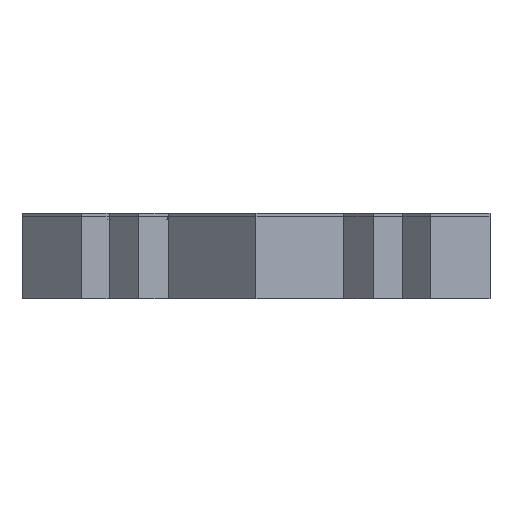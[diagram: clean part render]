
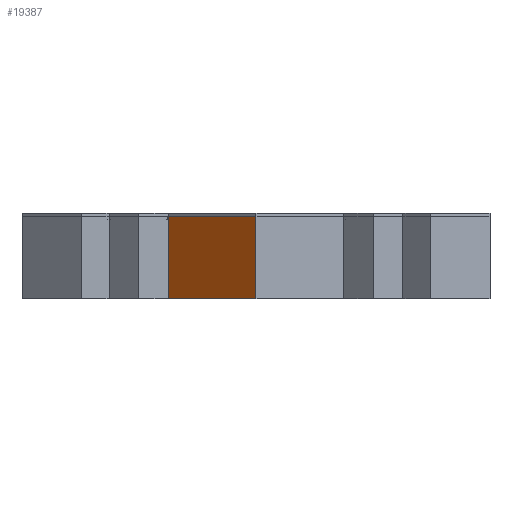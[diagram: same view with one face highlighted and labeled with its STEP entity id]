
A CAD part, left-side view. The second image highlights one B-rep face of the part: STEP entity #19387.
In plain terms, the highlighted planar face has unit normal (-0.71, 0.704, 0).
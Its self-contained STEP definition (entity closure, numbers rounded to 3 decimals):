
#355=PLANE('',#20592);
#1365=FACE_OUTER_BOUND('',#2433,.T.);
#2433=EDGE_LOOP('',(#14575,#14576,#14577,#14578));
#3776=LINE('',#27511,#6530);
#3796=LINE('',#27551,#6550);
#3798=LINE('',#27555,#6552);
#3799=LINE('',#27556,#6553);
#6530=VECTOR('',#22421,10.);
#6550=VECTOR('',#22455,10.);
#6552=VECTOR('',#22459,10.);
#6553=VECTOR('',#22460,10.);
#9245=VERTEX_POINT('',#27508);
#9246=VERTEX_POINT('',#27510);
#9259=VERTEX_POINT('',#27550);
#9260=VERTEX_POINT('',#27554);
#11209=EDGE_CURVE('',#9246,#9245,#3776,.T.);
#11229=EDGE_CURVE('',#9246,#9259,#3796,.T.);
#11231=EDGE_CURVE('',#9245,#9260,#3798,.T.);
#11232=EDGE_CURVE('',#9259,#9260,#3799,.T.);
#14575=ORIENTED_EDGE('',*,*,#11209,.T.);
#14576=ORIENTED_EDGE('',*,*,#11231,.T.);
#14577=ORIENTED_EDGE('',*,*,#11232,.F.);
#14578=ORIENTED_EDGE('',*,*,#11229,.F.);
#19387=ADVANCED_FACE('',(#1365),#355,.T.);
#20592=AXIS2_PLACEMENT_3D('',#27553,#22457,#22458);
#22421=DIRECTION('',(-0.704,-0.71,0.));
#22455=DIRECTION('',(0.,0.,1.));
#22457=DIRECTION('center_axis',(-0.71,0.704,0.));
#22458=DIRECTION('ref_axis',(-0.704,-0.71,0.));
#22459=DIRECTION('',(0.,0.,1.));
#22460=DIRECTION('',(-0.704,-0.71,0.));
#27508=CARTESIAN_POINT('',(-282.857,0.,0.));
#27510=CARTESIAN_POINT('',(-230.059,53.252,0.));
#27511=CARTESIAN_POINT('',(-230.059,53.252,0.));
#27550=CARTESIAN_POINT('',(-230.059,53.252,50.));
#27551=CARTESIAN_POINT('',(-230.059,53.252,0.));
#27553=CARTESIAN_POINT('Origin',(-230.059,53.252,0.));
#27554=CARTESIAN_POINT('',(-282.857,0.,50.));
#27555=CARTESIAN_POINT('',(-282.857,0.,0.));
#27556=CARTESIAN_POINT('',(-230.059,53.252,50.));
